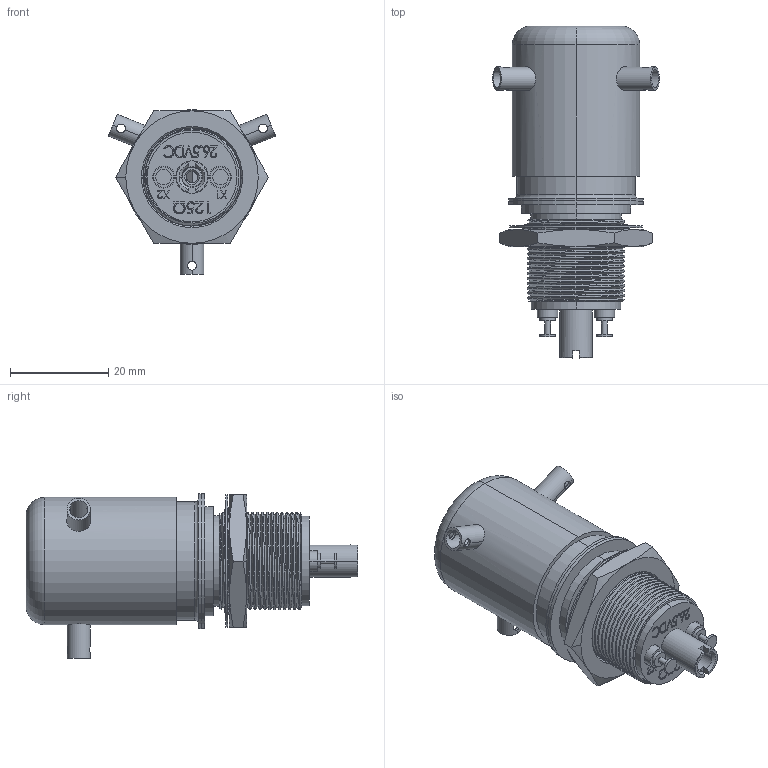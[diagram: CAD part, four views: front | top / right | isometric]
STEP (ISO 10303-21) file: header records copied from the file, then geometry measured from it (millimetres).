
FILE_DESCRIPTION (( 'STEP AP214' ), '1' );
FILE_NAME ('G60_step_032514.STEP', '2014-03-25T22:30:05', ( 'User' ), ( '' ), 'SwSTEP 2.0', 'SolidWorks 2013', '' );
FILE_SCHEMA (( 'AUTOMOTIVE_DESIGN' ));
Length unit declared in the file: inch
Products named in the file (1): G60_step_032514
Bounding box: 34.03 x 67.64 x 33.59 mm (x, y, z)
Volume: 16196.6 mm3; surface area: 18492.6 mm2
Topology: 18 solids, 20 shells, 661 faces, 1674 edges, 1067 vertices
Faces by surface type: plane 241, cylinder 186, bspline 155, cone 55, torus 20, sphere 4
Entity records: 36436 total; most frequent: CARTESIAN_POINT 13001, ORIENTED_EDGE 3320, DIRECTION 2504, EDGE_CURVE 1660, VERTEX_POINT 1063, AXIS2_PLACEMENT_3D 858, LINE 788, VECTOR 788
